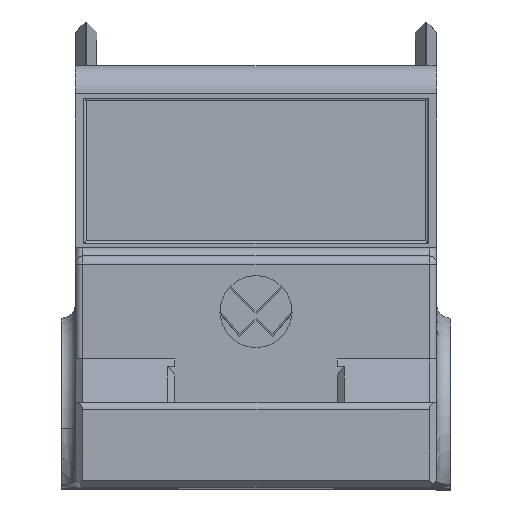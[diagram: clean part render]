
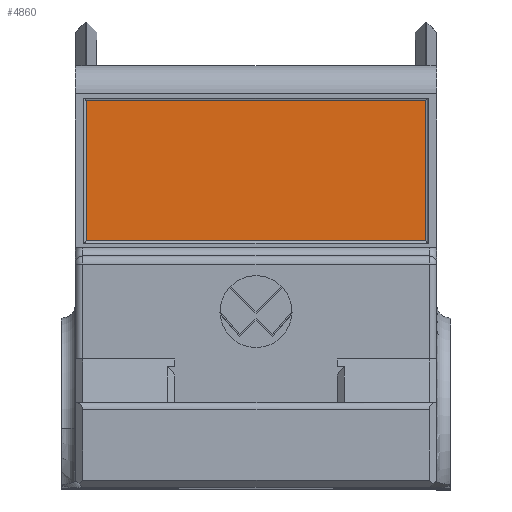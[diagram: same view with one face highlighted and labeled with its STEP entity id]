
A CAD part, top view. The second image highlights one B-rep face of the part: STEP entity #4860.
In plain terms, the highlighted planar face has unit normal (0, 0, 1).
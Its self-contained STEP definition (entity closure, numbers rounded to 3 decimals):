
#286 = CARTESIAN_POINT ( 'NONE',  ( -2467.679, 2960.679, -60. ) ) ;
#313 = DIRECTION ( 'NONE',  ( 0., 1., 0. ) ) ;
#343 = CARTESIAN_POINT ( 'NONE',  ( 0., 0., -60. ) ) ;
#593 = LINE ( 'NONE', #1714, #1446 ) ;
#770 = CARTESIAN_POINT ( 'NONE',  ( -2467.679, 1972.246, -60. ) ) ;
#1048 = DIRECTION ( 'NONE',  ( 0., -1., 0. ) ) ;
#1131 = CARTESIAN_POINT ( 'NONE',  ( -2467.679, 1954.925, -60. ) ) ;
#1446 = VECTOR ( 'NONE', #313, 1000. ) ;
#1697 = EDGE_LOOP ( 'NONE', ( #1848, #3170, #7744, #3428 ) ) ;
#1714 = CARTESIAN_POINT ( 'NONE',  ( -77.321, 2978., -60. ) ) ;
#1848 = ORIENTED_EDGE ( 'NONE', *, *, #3493, .T. ) ;
#2478 = EDGE_CURVE ( 'NONE', #4690, #3411, #3462, .T. ) ;
#2593 = FACE_OUTER_BOUND ( 'NONE', #1697, .T. ) ;
#2717 = LINE ( 'NONE', #1131, #3443 ) ;
#2818 = DIRECTION ( 'NONE',  ( 0., 0., 1. ) ) ;
#3170 = ORIENTED_EDGE ( 'NONE', *, *, #2478, .T. ) ;
#3352 = DIRECTION ( 'NONE',  ( 1., 0., 0. ) ) ;
#3411 = VERTEX_POINT ( 'NONE', #286 ) ;
#3428 = ORIENTED_EDGE ( 'NONE', *, *, #6499, .T. ) ;
#3443 = VECTOR ( 'NONE', #1048, 1000. ) ;
#3462 = LINE ( 'NONE', #6410, #8717 ) ;
#3493 = EDGE_CURVE ( 'NONE', #3640, #4690, #593, .T. ) ;
#3632 = CARTESIAN_POINT ( 'NONE',  ( -77.321, 2960.679, -60. ) ) ;
#3640 = VERTEX_POINT ( 'NONE', #5217 ) ;
#3939 = VECTOR ( 'NONE', #3352, 1000. ) ;
#4690 = VERTEX_POINT ( 'NONE', #3632 ) ;
#4860 = ADVANCED_FACE ( 'NONE', ( #2593 ), #6928, .T. ) ;
#5217 = CARTESIAN_POINT ( 'NONE',  ( -77.321, 1972.246, -60. ) ) ;
#5300 = CARTESIAN_POINT ( 'NONE',  ( -60., 1972.246, -60. ) ) ;
#5331 = VERTEX_POINT ( 'NONE', #770 ) ;
#6263 = LINE ( 'NONE', #5300, #3939 ) ;
#6410 = CARTESIAN_POINT ( 'NONE',  ( -2485., 2960.679, -60. ) ) ;
#6499 = EDGE_CURVE ( 'NONE', #5331, #3640, #6263, .T. ) ;
#6928 = PLANE ( 'NONE',  #6996 ) ;
#6996 = AXIS2_PLACEMENT_3D ( 'NONE', #343, #2818, #8122 ) ;
#7744 = ORIENTED_EDGE ( 'NONE', *, *, #8089, .T. ) ;
#8089 = EDGE_CURVE ( 'NONE', #3411, #5331, #2717, .T. ) ;
#8122 = DIRECTION ( 'NONE',  ( 1., 0., 0. ) ) ;
#8273 = DIRECTION ( 'NONE',  ( -1., 0., 0. ) ) ;
#8717 = VECTOR ( 'NONE', #8273, 1000. ) ;
